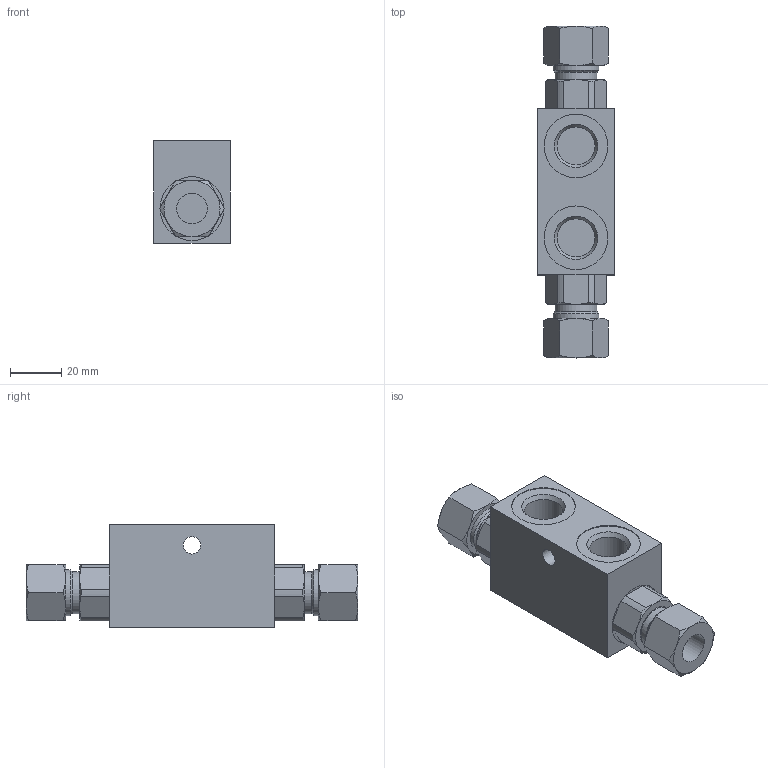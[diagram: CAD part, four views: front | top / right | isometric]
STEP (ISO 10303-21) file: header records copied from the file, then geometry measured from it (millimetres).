
FILE_DESCRIPTION(/* description */ ('Unknown'),/* implementation_level */ '2;1');
FILE_NAME(/* name */ 'V0110',/* time_stamp */ '2022-03-24T12:17:24+01:00',/* author */ ('Unknown'),/* organization */ ('Unknown'),/* preprocessor_version */ 'ST-DEVELOPER v16.7',/* originating_system */ 'DEX',/* authorisation */ $);
FILE_SCHEMA (('AUTOMOTIVE_DESIGN {1 0 10303 214 3 1 1}'));
Length unit declared in the file: millimetre
Products named in the file (1): V0110
Bounding box: 30 x 130 x 40 mm (x, y, z)
Volume: 90933.6 mm3; surface area: 20648.6 mm2
Topology: 1 solids, 1 shells, 117 faces, 266 edges, 165 vertices
Faces by surface type: plane 44, cone 41, cylinder 28, torus 4
Full cylindrical faces by diameter (mm): 6.8 x2, 12 x2, 14.95 x4, 16.4 x2, 18 x2, 25 x4
Entity records: 3946 total; most frequent: CARTESIAN_POINT 722, DIRECTION 488, ORIENTED_EDGE 456, EDGE_CURVE 228, AXIS2_PLACEMENT_3D 214, EDGE_LOOP 158, FACE_BOUND 158, VERTEX_POINT 152
